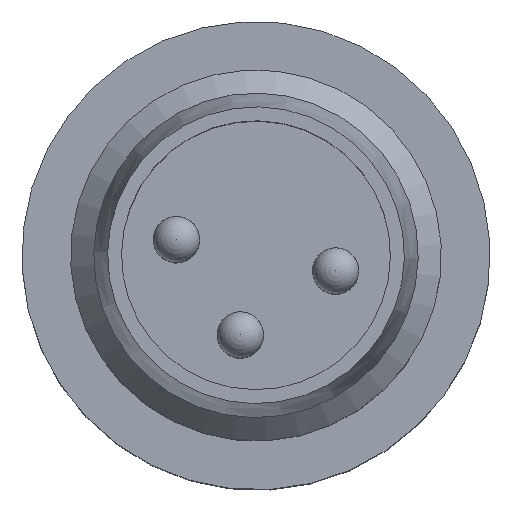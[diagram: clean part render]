
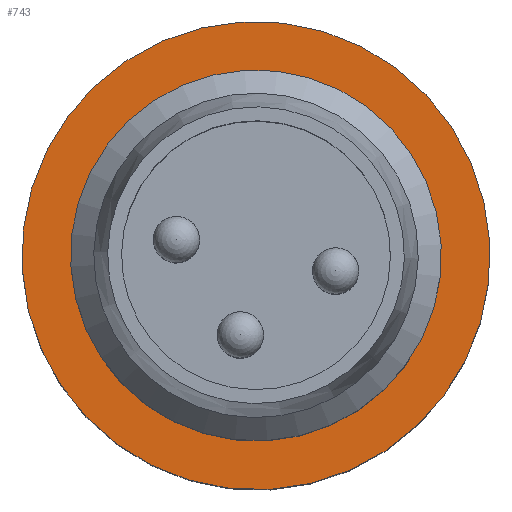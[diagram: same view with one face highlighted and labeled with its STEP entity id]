
A CAD part, top view. The second image highlights one B-rep face of the part: STEP entity #743.
In plain terms, the highlighted planar face has unit normal (0, 0, 1).
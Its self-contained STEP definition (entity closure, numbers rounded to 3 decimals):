
#78=PLANE($,#839);
#129=FACE_BOUND($,#288,.T.);
#199=FACE_OUTER_BOUND($,#287,.T.);
#287=EDGE_LOOP($,(#636));
#288=EDGE_LOOP($,(#637));
#363=CIRCLE($,#833,4.);
#365=CIRCLE($,#837,5.05);
#434=VERTEX_POINT($,#1558);
#436=VERTEX_POINT($,#1564);
#511=EDGE_CURVE($,#434,#434,#363,.T.);
#513=EDGE_CURVE($,#436,#436,#365,.T.);
#636=ORIENTED_EDGE($,*,*,#513,.F.);
#637=ORIENTED_EDGE($,*,*,#511,.T.);
#743=ADVANCED_FACE($,(#199,#129),#78,.F.);
#833=AXIS2_PLACEMENT_3D($,#1559,#1019,#1020);
#837=AXIS2_PLACEMENT_3D($,#1565,#1027,#1028);
#839=AXIS2_PLACEMENT_3D($,#1568,#1031,#1032);
#1019=DIRECTION('center_axis',(0.,0.,-1.));
#1020=DIRECTION('ref_axis',(0.06,-0.998,0.));
#1027=DIRECTION('center_axis',(0.,0.,-1.));
#1028=DIRECTION('ref_axis',(0.06,-0.998,0.));
#1031=DIRECTION('center_axis',(0.,0.,-1.));
#1032=DIRECTION('ref_axis',(-1.,0.,0.));
#1558=CARTESIAN_POINT('',(-40.24,3.993,108.526));
#1559=CARTESIAN_POINT('Origin',(-40.,0.,108.526));
#1564=CARTESIAN_POINT('',(-40.303,5.041,108.526));
#1565=CARTESIAN_POINT('Origin',(-40.,0.,108.526));
#1568=CARTESIAN_POINT('Origin',(-40.,0.,108.526));
